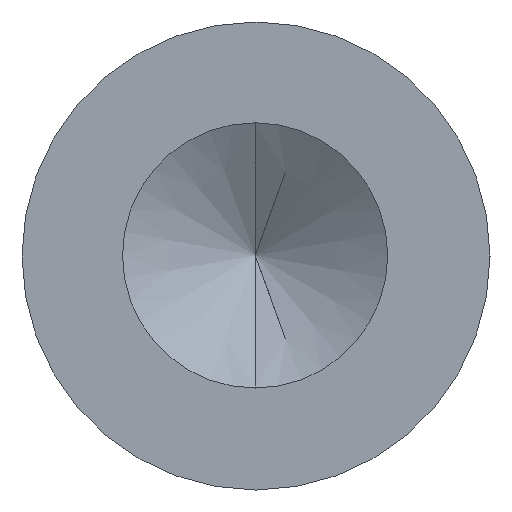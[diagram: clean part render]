
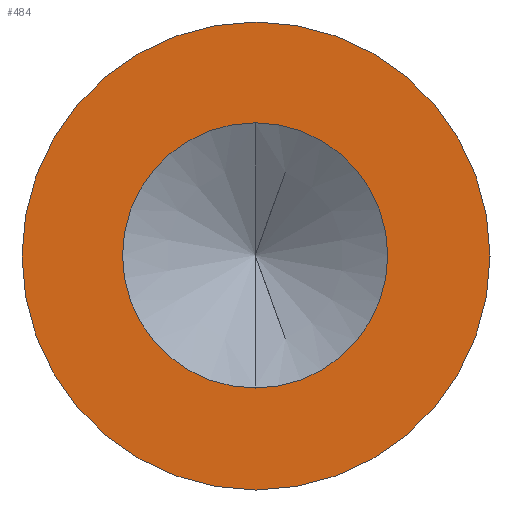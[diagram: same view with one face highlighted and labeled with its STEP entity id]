
A CAD part, left-side view. The second image highlights one B-rep face of the part: STEP entity #484.
In plain terms, the highlighted planar face has unit normal (-1, 0, 0).
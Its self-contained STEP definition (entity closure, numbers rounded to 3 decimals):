
#7 = AXIS2_PLACEMENT_3D ( 'NONE', #30, #501, #605 ) ;
#11 = DIRECTION ( 'NONE',  ( -1., 0., 0. ) ) ;
#30 = CARTESIAN_POINT ( 'NONE',  ( -31., 0., 0. ) ) ;
#35 = VERTEX_POINT ( 'NONE', #417 ) ;
#84 = PLANE ( 'NONE',  #7 ) ;
#95 = AXIS2_PLACEMENT_3D ( 'NONE', #322, #629, #403 ) ;
#110 = EDGE_CURVE ( 'NONE', #35, #215, #363, .T. ) ;
#132 = DIRECTION ( 'NONE',  ( -1., 0., 0. ) ) ;
#133 = FACE_OUTER_BOUND ( 'NONE', #675, .T. ) ;
#152 = VERTEX_POINT ( 'NONE', #330 ) ;
#183 = AXIS2_PLACEMENT_3D ( 'NONE', #326, #237, #367 ) ;
#215 = VERTEX_POINT ( 'NONE', #642 ) ;
#217 = CARTESIAN_POINT ( 'NONE',  ( -31., 0.029, -4.231 ) ) ;
#218 = EDGE_CURVE ( 'NONE', #152, #480, #583, .T. ) ;
#237 = DIRECTION ( 'NONE',  ( -1., 0., 0. ) ) ;
#266 = ORIENTED_EDGE ( 'NONE', *, *, #360, .F. ) ;
#322 = CARTESIAN_POINT ( 'NONE',  ( -31., 0.029, 0.019 ) ) ;
#326 = CARTESIAN_POINT ( 'NONE',  ( -31., 0., 0. ) ) ;
#330 = CARTESIAN_POINT ( 'NONE',  ( -31., 0.029, 4.269 ) ) ;
#348 = CIRCLE ( 'NONE', #410, 7.5 ) ;
#360 = EDGE_CURVE ( 'NONE', #480, #152, #673, .T. ) ;
#363 = CIRCLE ( 'NONE', #183, 7.5 ) ;
#367 = DIRECTION ( 'NONE',  ( 0., 0., 1. ) ) ;
#403 = DIRECTION ( 'NONE',  ( 0., 0., 1. ) ) ;
#410 = AXIS2_PLACEMENT_3D ( 'NONE', #505, #132, #653 ) ;
#417 = CARTESIAN_POINT ( 'NONE',  ( -31., 0., -7.5 ) ) ;
#444 = ORIENTED_EDGE ( 'NONE', *, *, #218, .F. ) ;
#467 = EDGE_CURVE ( 'NONE', #215, #35, #348, .T. ) ;
#480 = VERTEX_POINT ( 'NONE', #217 ) ;
#483 = CARTESIAN_POINT ( 'NONE',  ( -31., 0.029, 0.019 ) ) ;
#484 = ADVANCED_FACE ( 'NONE', ( #582, #133 ), #84, .T. ) ;
#492 = AXIS2_PLACEMENT_3D ( 'NONE', #483, #11, #593 ) ;
#501 = DIRECTION ( 'NONE',  ( -1., 0., 0. ) ) ;
#505 = CARTESIAN_POINT ( 'NONE',  ( -31., 0., 0. ) ) ;
#576 = EDGE_LOOP ( 'NONE', ( #444, #266 ) ) ;
#582 = FACE_BOUND ( 'NONE', #576, .T. ) ;
#583 = CIRCLE ( 'NONE', #492, 4.25 ) ;
#593 = DIRECTION ( 'NONE',  ( 0., 0., 1. ) ) ;
#605 = DIRECTION ( 'NONE',  ( 0., 0., 1. ) ) ;
#628 = ORIENTED_EDGE ( 'NONE', *, *, #110, .T. ) ;
#629 = DIRECTION ( 'NONE',  ( -1., 0., 0. ) ) ;
#642 = CARTESIAN_POINT ( 'NONE',  ( -31., 0., 7.5 ) ) ;
#653 = DIRECTION ( 'NONE',  ( 0., 0., 1. ) ) ;
#673 = CIRCLE ( 'NONE', #95, 4.25 ) ;
#675 = EDGE_LOOP ( 'NONE', ( #628, #676 ) ) ;
#676 = ORIENTED_EDGE ( 'NONE', *, *, #467, .T. ) ;
